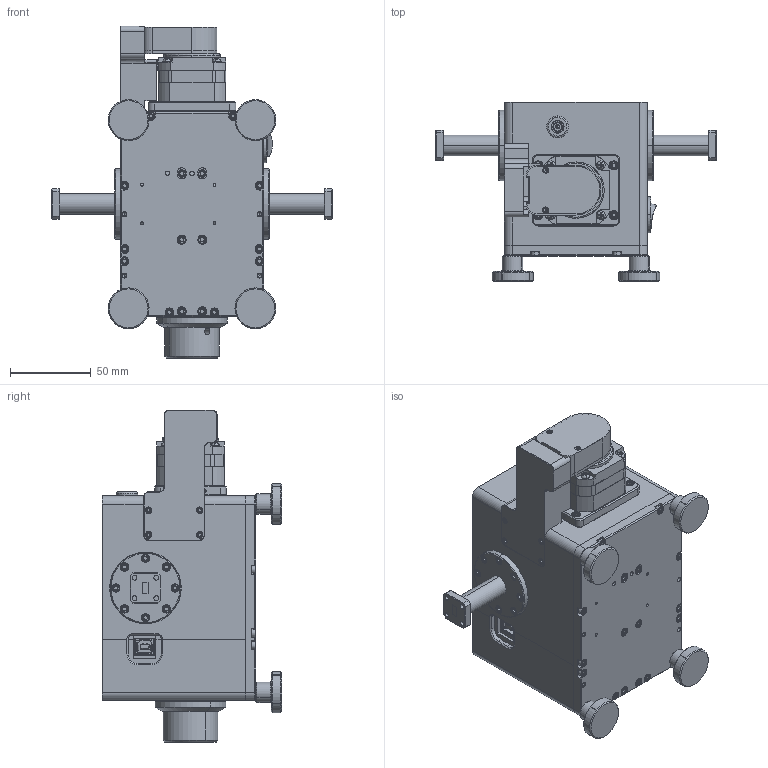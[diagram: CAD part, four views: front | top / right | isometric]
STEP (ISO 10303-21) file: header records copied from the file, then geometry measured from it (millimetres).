
FILE_DESCRIPTION (( 'STEP AP203' ), '1' );
FILE_NAME ('STA-60-28-S1.STEP', '2025-11-20T20:22:55', ( '' ), ( '' ), 'SwSTEP 2.0', 'SolidWorks 2021', '' );
FILE_SCHEMA (( 'CONFIG_CONTROL_DESIGN' ));
Length unit declared in the file: inch
Products named in the file (1): STA-60-28-S1
Bounding box: 173.99 x 111.12 x 206.1 mm (x, y, z)
Volume: 577001 mm3; surface area: 217564.5 mm2
Topology: 55 solids, 62 shells, 3012 faces, 7166 edges, 4365 vertices
Faces by surface type: plane 1360, cylinder 834, cone 714, torus 75, bspline 23, sphere 6
Entity records: 91580 total; most frequent: CARTESIAN_POINT 21512, DIRECTION 14916, ORIENTED_EDGE 14166, EDGE_CURVE 7083, AXIS2_PLACEMENT_3D 5486, VERTEX_POINT 4363, VECTOR 3944, LINE 3944
